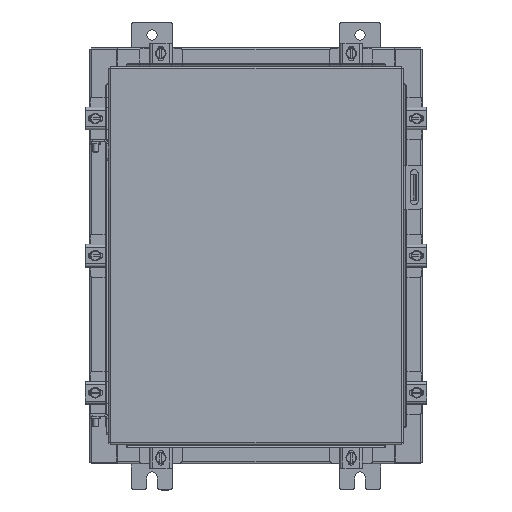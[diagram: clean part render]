
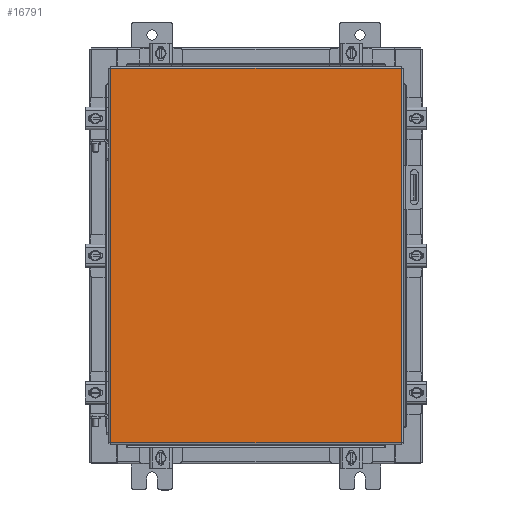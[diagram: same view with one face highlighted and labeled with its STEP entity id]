
A CAD part, top view. The second image highlights one B-rep face of the part: STEP entity #16791.
In plain terms, the highlighted planar face has unit normal (0, 0, 1).
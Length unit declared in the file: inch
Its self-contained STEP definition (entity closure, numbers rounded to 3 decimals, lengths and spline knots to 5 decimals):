
#416 = VECTOR ( 'NONE', #12305, 39.37008 ) ;
#777 = CARTESIAN_POINT ( 'NONE',  ( 0., 0., 0. ) ) ;
#2260 = CARTESIAN_POINT ( 'NONE',  ( 6.9903, -9.0063, 0. ) ) ;
#2508 = DIRECTION ( 'NONE',  ( -1., 0., 0. ) ) ;
#3035 = DIRECTION ( 'NONE',  ( -1., 0., 0. ) ) ;
#3461 = EDGE_CURVE ( 'NONE', #22031, #17181, #15520, .T. ) ;
#3515 = VERTEX_POINT ( 'NONE', #3897 ) ;
#3897 = CARTESIAN_POINT ( 'NONE',  ( -6.9903, 9.0063, 0. ) ) ;
#4128 = CARTESIAN_POINT ( 'NONE',  ( -6.9903, -9.0063, 0. ) ) ;
#4566 = CARTESIAN_POINT ( 'NONE',  ( -6.9903, 9.0063, 0. ) ) ;
#5858 = FACE_OUTER_BOUND ( 'NONE', #18208, .T. ) ;
#6474 = CARTESIAN_POINT ( 'NONE',  ( 6.9903, 9.0063, 0. ) ) ;
#6792 = VECTOR ( 'NONE', #19485, 39.37008 ) ;
#7753 = LINE ( 'NONE', #4566, #21088 ) ;
#9667 = LINE ( 'NONE', #2260, #416 ) ;
#10174 = ORIENTED_EDGE ( 'NONE', *, *, #14624, .T. ) ;
#10340 = ORIENTED_EDGE ( 'NONE', *, *, #16938, .T. ) ;
#12133 = ORIENTED_EDGE ( 'NONE', *, *, #3461, .T. ) ;
#12305 = DIRECTION ( 'NONE',  ( 0., 1., 0. ) ) ;
#12929 = DIRECTION ( 'NONE',  ( 0., 0., -1. ) ) ;
#14546 = LINE ( 'NONE', #6474, #18645 ) ;
#14569 = ORIENTED_EDGE ( 'NONE', *, *, #14917, .T. ) ;
#14624 = EDGE_CURVE ( 'NONE', #20786, #3515, #14546, .T. ) ;
#14917 = EDGE_CURVE ( 'NONE', #17181, #20786, #9667, .T. ) ;
#15345 = CARTESIAN_POINT ( 'NONE',  ( -6.9903, -9.0063, 0. ) ) ;
#15520 = LINE ( 'NONE', #4128, #6792 ) ;
#16791 = ADVANCED_FACE ( 'NONE', ( #5858 ), #21619, .F. ) ;
#16938 = EDGE_CURVE ( 'NONE', #3515, #22031, #7753, .T. ) ;
#17181 = VERTEX_POINT ( 'NONE', #17414 ) ;
#17414 = CARTESIAN_POINT ( 'NONE',  ( 6.9903, -9.0063, 0. ) ) ;
#18208 = EDGE_LOOP ( 'NONE', ( #12133, #14569, #10174, #10340 ) ) ;
#18645 = VECTOR ( 'NONE', #3035, 39.37008 ) ;
#19485 = DIRECTION ( 'NONE',  ( 1., 0., 0. ) ) ;
#20733 = AXIS2_PLACEMENT_3D ( 'NONE', #777, #12929, #2508 ) ;
#20786 = VERTEX_POINT ( 'NONE', #22452 ) ;
#21088 = VECTOR ( 'NONE', #21979, 39.37008 ) ;
#21619 = PLANE ( 'NONE',  #20733 ) ;
#21979 = DIRECTION ( 'NONE',  ( 0., -1., 0. ) ) ;
#22031 = VERTEX_POINT ( 'NONE', #15345 ) ;
#22452 = CARTESIAN_POINT ( 'NONE',  ( 6.9903, 9.0063, 0. ) ) ;
